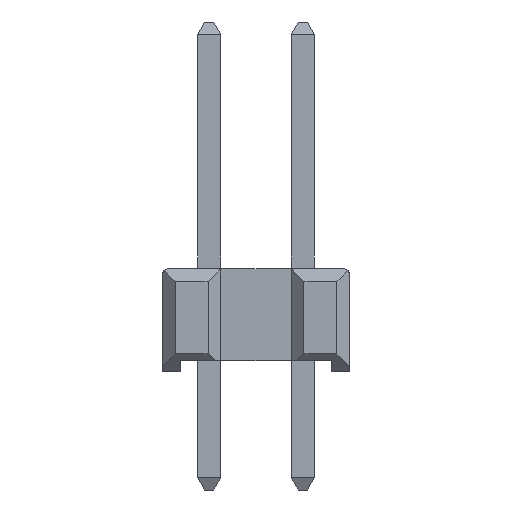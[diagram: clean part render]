
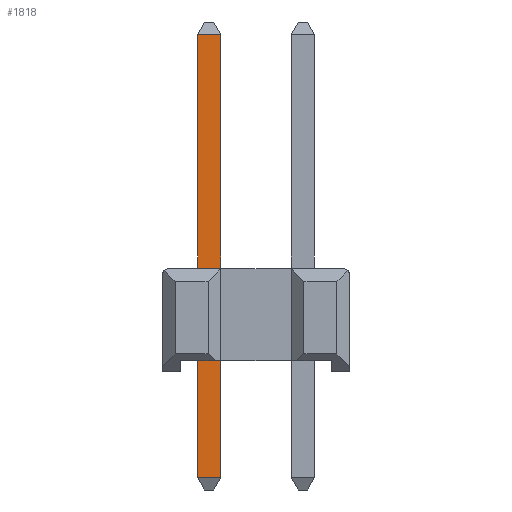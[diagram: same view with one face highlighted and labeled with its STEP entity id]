
A CAD part, front view. The second image highlights one B-rep face of the part: STEP entity #1818.
In plain terms, the highlighted planar face has unit normal (0, -1, 0).
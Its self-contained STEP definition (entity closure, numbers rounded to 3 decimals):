
#1244 = PLANE('',#1245);
#1245 = AXIS2_PLACEMENT_3D('',#1246,#1247,#1248);
#1246 = CARTESIAN_POINT('',(-0.325,-2.66,-3.209));
#1247 = DIRECTION('',(0.,-0.873,-0.488
    ));
#1248 = DIRECTION('',(0.,-0.488,0.873
    ));
#1282 = VERTEX_POINT('',#1283);
#1283 = CARTESIAN_POINT('',(-0.315,-2.855,-2.86));
#1297 = B_SPLINE_SURFACE_WITH_KNOTS('',1,1,(
    (#1298,#1299)
    ,(#1300,#1301
    )),.UNSPECIFIED.,.F.,.F.,.F.,(2,2),(2,2),(-9.358,
    0.093),(-0.64,0.01),
  .PIECEWISE_BEZIER_KNOTS.);
#1298 = CARTESIAN_POINT('',(-0.315,-2.215,9.326));
#1299 = CARTESIAN_POINT('',(-0.315,-2.865,9.326));
#1300 = CARTESIAN_POINT('',(-0.315,-2.215,-2.981));
#1301 = CARTESIAN_POINT('',(-0.315,-2.865,-2.981));
#1399 = VERTEX_POINT('',#1400);
#1400 = CARTESIAN_POINT('',(0.315,-2.855,-2.86));
#1412 = B_SPLINE_SURFACE_WITH_KNOTS('',1,1,(
    (#1413,#1414)
    ,(#1415,#1416
    )),.UNSPECIFIED.,.F.,.F.,.F.,(2,2),(2,2),(-0.64,0.01),(
    -9.358,0.093),.PIECEWISE_BEZIER_KNOTS.);
#1413 = CARTESIAN_POINT('',(0.315,-2.215,9.326));
#1414 = CARTESIAN_POINT('',(0.315,-2.215,-2.981));
#1415 = CARTESIAN_POINT('',(0.315,-2.865,9.326));
#1416 = CARTESIAN_POINT('',(0.315,-2.865,-2.981));
#1446 = EDGE_CURVE('',#1399,#1282,#1447,.T.);
#1447 = SURFACE_CURVE('',#1448,(#1451,#1457),.PCURVE_S1.);
#1448 = B_SPLINE_CURVE_WITH_KNOTS('',1,(#1449,#1450),.UNSPECIFIED.,.F.,
  .F.,(2,2),(-9.896,-9.266),.PIECEWISE_BEZIER_KNOTS.);
#1449 = CARTESIAN_POINT('',(0.315,-2.855,-2.86));
#1450 = CARTESIAN_POINT('',(-0.315,-2.855,-2.86));
#1451 = PCURVE('',#1244,#1452);
#1452 = DEFINITIONAL_REPRESENTATION('',(#1453),#1456);
#1453 = B_SPLINE_CURVE_WITH_KNOTS('',1,(#1454,#1455),.UNSPECIFIED.,.F.,
  .F.,(2,2),(-9.896,-9.266),.PIECEWISE_BEZIER_KNOTS.);
#1454 = CARTESIAN_POINT('',(0.4,-0.64));
#1455 = CARTESIAN_POINT('',(0.4,-0.01));
#1456 = ( GEOMETRIC_REPRESENTATION_CONTEXT(2) 
PARAMETRIC_REPRESENTATION_CONTEXT() REPRESENTATION_CONTEXT('2D SPACE',''
  ) );
#1457 = PCURVE('',#1458,#1463);
#1458 = PLANE('',#1459);
#1459 = AXIS2_PLACEMENT_3D('',#1460,#1461,#1462);
#1460 = CARTESIAN_POINT('',(-0.325,-2.855,-2.981));
#1461 = DIRECTION('',(0.,-1.,
    0.));
#1462 = DIRECTION('',(0.,0.,
    1.));
#1463 = DEFINITIONAL_REPRESENTATION('',(#1464),#1467);
#1464 = B_SPLINE_CURVE_WITH_KNOTS('',1,(#1465,#1466),.UNSPECIFIED.,.F.,
  .F.,(2,2),(-9.896,-9.266),.PIECEWISE_BEZIER_KNOTS.);
#1465 = CARTESIAN_POINT('',(0.121,-0.64));
#1466 = CARTESIAN_POINT('',(0.121,-0.01));
#1467 = ( GEOMETRIC_REPRESENTATION_CONTEXT(2) 
PARAMETRIC_REPRESENTATION_CONTEXT() REPRESENTATION_CONTEXT('2D SPACE',''
  ) );
#1579 = VERTEX_POINT('',#1580);
#1580 = CARTESIAN_POINT('',(0.315,-2.855,9.156));
#1592 = PLANE('',#1593);
#1593 = AXIS2_PLACEMENT_3D('',#1594,#1595,#1596);
#1594 = CARTESIAN_POINT('',(-0.325,-2.66,9.504));
#1595 = DIRECTION('',(0.,-0.873,0.487
    ));
#1596 = DIRECTION('',(0.,0.487,0.873
    ));
#1667 = VERTEX_POINT('',#1668);
#1668 = CARTESIAN_POINT('',(-0.315,-2.855,9.156));
#1686 = EDGE_CURVE('',#1667,#1579,#1687,.T.);
#1687 = SURFACE_CURVE('',#1688,(#1691,#1697),.PCURVE_S1.);
#1688 = B_SPLINE_CURVE_WITH_KNOTS('',1,(#1689,#1690),.UNSPECIFIED.,.F.,
  .F.,(2,2),(-19.791,-19.161),.PIECEWISE_BEZIER_KNOTS.);
#1689 = CARTESIAN_POINT('',(-0.315,-2.855,9.156));
#1690 = CARTESIAN_POINT('',(0.315,-2.855,9.156));
#1691 = PCURVE('',#1592,#1692);
#1692 = DEFINITIONAL_REPRESENTATION('',(#1693),#1696);
#1693 = B_SPLINE_CURVE_WITH_KNOTS('',1,(#1694,#1695),.UNSPECIFIED.,.F.,
  .F.,(2,2),(-19.791,-19.161),.PIECEWISE_BEZIER_KNOTS.);
#1694 = CARTESIAN_POINT('',(-0.399,-0.01));
#1695 = CARTESIAN_POINT('',(-0.399,-0.64));
#1696 = ( GEOMETRIC_REPRESENTATION_CONTEXT(2) 
PARAMETRIC_REPRESENTATION_CONTEXT() REPRESENTATION_CONTEXT('2D SPACE',''
  ) );
#1697 = PCURVE('',#1458,#1698);
#1698 = DEFINITIONAL_REPRESENTATION('',(#1699),#1702);
#1699 = B_SPLINE_CURVE_WITH_KNOTS('',1,(#1700,#1701),.UNSPECIFIED.,.F.,
  .F.,(2,2),(-19.791,-19.161),.PIECEWISE_BEZIER_KNOTS.);
#1700 = CARTESIAN_POINT('',(12.136,-0.01));
#1701 = CARTESIAN_POINT('',(12.136,-0.64));
#1702 = ( GEOMETRIC_REPRESENTATION_CONTEXT(2) 
PARAMETRIC_REPRESENTATION_CONTEXT() REPRESENTATION_CONTEXT('2D SPACE',''
  ) );
#1799 = EDGE_CURVE('',#1579,#1399,#1800,.T.);
#1800 = SURFACE_CURVE('',#1801,(#1804,#1810),.PCURVE_S1.);
#1801 = B_SPLINE_CURVE_WITH_KNOTS('',1,(#1802,#1803),.UNSPECIFIED.,.F.,
  .F.,(2,2),(-19.123,-9.896),.PIECEWISE_BEZIER_KNOTS.);
#1802 = CARTESIAN_POINT('',(0.315,-2.855,9.156));
#1803 = CARTESIAN_POINT('',(0.315,-2.855,-2.86));
#1804 = PCURVE('',#1412,#1805);
#1805 = DEFINITIONAL_REPRESENTATION('',(#1806),#1809);
#1806 = B_SPLINE_CURVE_WITH_KNOTS('',1,(#1807,#1808),.UNSPECIFIED.,.F.,
  .F.,(2,2),(-19.123,-9.896),.PIECEWISE_BEZIER_KNOTS.);
#1807 = CARTESIAN_POINT('',(0.,-9.227));
#1808 = CARTESIAN_POINT('',(0.,0.));
#1809 = ( GEOMETRIC_REPRESENTATION_CONTEXT(2) 
PARAMETRIC_REPRESENTATION_CONTEXT() REPRESENTATION_CONTEXT('2D SPACE',''
  ) );
#1810 = PCURVE('',#1458,#1811);
#1811 = DEFINITIONAL_REPRESENTATION('',(#1812),#1815);
#1812 = B_SPLINE_CURVE_WITH_KNOTS('',1,(#1813,#1814),.UNSPECIFIED.,.F.,
  .F.,(2,2),(-19.123,-9.896),.PIECEWISE_BEZIER_KNOTS.);
#1813 = CARTESIAN_POINT('',(12.136,-0.64));
#1814 = CARTESIAN_POINT('',(0.121,-0.64));
#1815 = ( GEOMETRIC_REPRESENTATION_CONTEXT(2) 
PARAMETRIC_REPRESENTATION_CONTEXT() REPRESENTATION_CONTEXT('2D SPACE',''
  ) );
#1818 = ADVANCED_FACE('',(#1819),#1458,.T.);
#1819 = FACE_BOUND('',#1820,.T.);
#1820 = EDGE_LOOP('',(#1821,#1839,#1840,#1841));
#1821 = ORIENTED_EDGE('',*,*,#1822,.T.);
#1822 = EDGE_CURVE('',#1667,#1282,#1823,.T.);
#1823 = SURFACE_CURVE('',#1824,(#1827,#1833),.PCURVE_S1.);
#1824 = B_SPLINE_CURVE_WITH_KNOTS('',1,(#1825,#1826),.UNSPECIFIED.,.F.,
  .F.,(2,2),(0.038,9.266),
  .PIECEWISE_BEZIER_KNOTS.);
#1825 = CARTESIAN_POINT('',(-0.315,-2.855,9.156));
#1826 = CARTESIAN_POINT('',(-0.315,-2.855,-2.86));
#1827 = PCURVE('',#1458,#1828);
#1828 = DEFINITIONAL_REPRESENTATION('',(#1829),#1832);
#1829 = B_SPLINE_CURVE_WITH_KNOTS('',1,(#1830,#1831),.UNSPECIFIED.,.F.,
  .F.,(2,2),(0.038,9.266),
  .PIECEWISE_BEZIER_KNOTS.);
#1830 = CARTESIAN_POINT('',(12.136,-0.01));
#1831 = CARTESIAN_POINT('',(0.121,-0.01));
#1832 = ( GEOMETRIC_REPRESENTATION_CONTEXT(2) 
PARAMETRIC_REPRESENTATION_CONTEXT() REPRESENTATION_CONTEXT('2D SPACE',''
  ) );
#1833 = PCURVE('',#1297,#1834);
#1834 = DEFINITIONAL_REPRESENTATION('',(#1835),#1838);
#1835 = B_SPLINE_CURVE_WITH_KNOTS('',1,(#1836,#1837),.UNSPECIFIED.,.F.,
  .F.,(2,2),(0.038,9.266),
  .PIECEWISE_BEZIER_KNOTS.);
#1836 = CARTESIAN_POINT('',(-9.227,0.));
#1837 = CARTESIAN_POINT('',(0.,0.));
#1838 = ( GEOMETRIC_REPRESENTATION_CONTEXT(2) 
PARAMETRIC_REPRESENTATION_CONTEXT() REPRESENTATION_CONTEXT('2D SPACE',''
  ) );
#1839 = ORIENTED_EDGE('',*,*,#1446,.F.);
#1840 = ORIENTED_EDGE('',*,*,#1799,.F.);
#1841 = ORIENTED_EDGE('',*,*,#1686,.F.);
